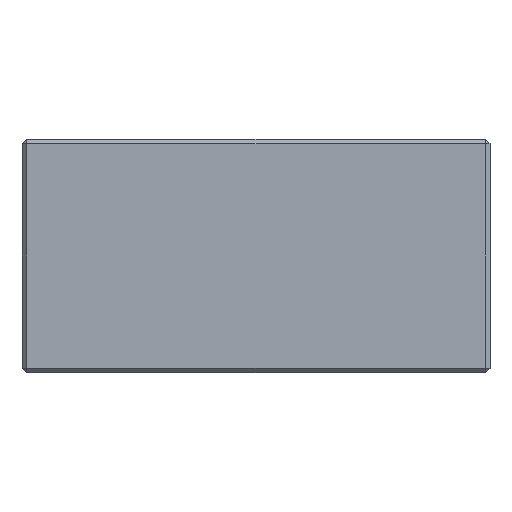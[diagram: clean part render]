
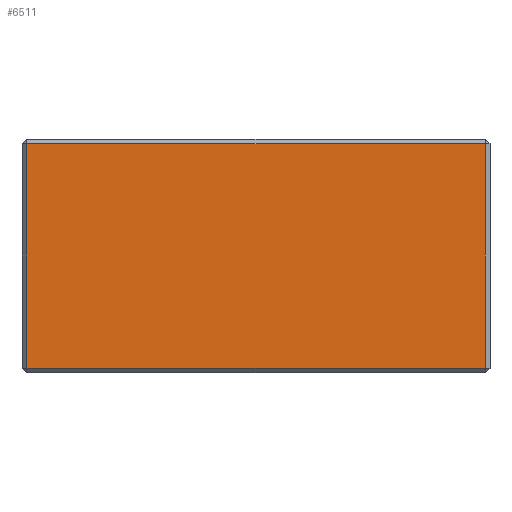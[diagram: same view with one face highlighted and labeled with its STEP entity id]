
A CAD part, left-side view. The second image highlights one B-rep face of the part: STEP entity #6511.
In plain terms, the highlighted planar face has unit normal (-1, 0, 0).
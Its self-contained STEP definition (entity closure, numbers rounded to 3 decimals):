
#1098 = VERTEX_POINT ( 'NONE', #9682 ) ;
#1460 = ORIENTED_EDGE ( 'NONE', *, *, #3213, .T. ) ;
#1926 = EDGE_LOOP ( 'NONE', ( #1460, #10180, #9120, #6881 ) ) ;
#2022 = LINE ( 'NONE', #5353, #10086 ) ;
#2381 = CARTESIAN_POINT ( 'NONE',  ( -60., 100., 25. ) ) ;
#2599 = VERTEX_POINT ( 'NONE', #3263 ) ;
#2643 = CARTESIAN_POINT ( 'NONE',  ( -60., 99., -24. ) ) ;
#3213 = EDGE_CURVE ( 'NONE', #4609, #1098, #10373, .T. ) ;
#3263 = CARTESIAN_POINT ( 'NONE',  ( -60., 1., 24. ) ) ;
#3379 = LINE ( 'NONE', #10555, #9041 ) ;
#3639 = VECTOR ( 'NONE', #6119, 1000. ) ;
#4085 = DIRECTION ( 'NONE',  ( 1., 0., 0. ) ) ;
#4150 = DIRECTION ( 'NONE',  ( 0., 1., 0. ) ) ;
#4545 = DIRECTION ( 'NONE',  ( 0., 0., 1. ) ) ;
#4609 = VERTEX_POINT ( 'NONE', #2643 ) ;
#4974 = CARTESIAN_POINT ( 'NONE',  ( -60., 100., 24. ) ) ;
#5175 = VECTOR ( 'NONE', #10762, 1000. ) ;
#5252 = AXIS2_PLACEMENT_3D ( 'NONE', #2381, #4085, #4150 ) ;
#5353 = CARTESIAN_POINT ( 'NONE',  ( -60., 1., 25. ) ) ;
#5589 = EDGE_CURVE ( 'NONE', #2599, #7529, #7141, .T. ) ;
#6119 = DIRECTION ( 'NONE',  ( 0., -1., 0. ) ) ;
#6511 = ADVANCED_FACE ( 'NONE', ( #6985 ), #10863, .F. ) ;
#6881 = ORIENTED_EDGE ( 'NONE', *, *, #9029, .T. ) ;
#6923 = CARTESIAN_POINT ( 'NONE',  ( -60., 100., -24. ) ) ;
#6985 = FACE_OUTER_BOUND ( 'NONE', #1926, .T. ) ;
#7088 = DIRECTION ( 'NONE',  ( 0., 0., -1. ) ) ;
#7141 = LINE ( 'NONE', #4974, #5175 ) ;
#7529 = VERTEX_POINT ( 'NONE', #9731 ) ;
#9029 = EDGE_CURVE ( 'NONE', #7529, #4609, #3379, .T. ) ;
#9041 = VECTOR ( 'NONE', #7088, 1000. ) ;
#9120 = ORIENTED_EDGE ( 'NONE', *, *, #5589, .T. ) ;
#9293 = EDGE_CURVE ( 'NONE', #1098, #2599, #2022, .T. ) ;
#9682 = CARTESIAN_POINT ( 'NONE',  ( -60., 1., -24. ) ) ;
#9731 = CARTESIAN_POINT ( 'NONE',  ( -60., 99., 24. ) ) ;
#10086 = VECTOR ( 'NONE', #4545, 1000. ) ;
#10180 = ORIENTED_EDGE ( 'NONE', *, *, #9293, .T. ) ;
#10373 = LINE ( 'NONE', #6923, #3639 ) ;
#10555 = CARTESIAN_POINT ( 'NONE',  ( -60., 99., 25. ) ) ;
#10762 = DIRECTION ( 'NONE',  ( 0., 1., 0. ) ) ;
#10863 = PLANE ( 'NONE',  #5252 ) ;
